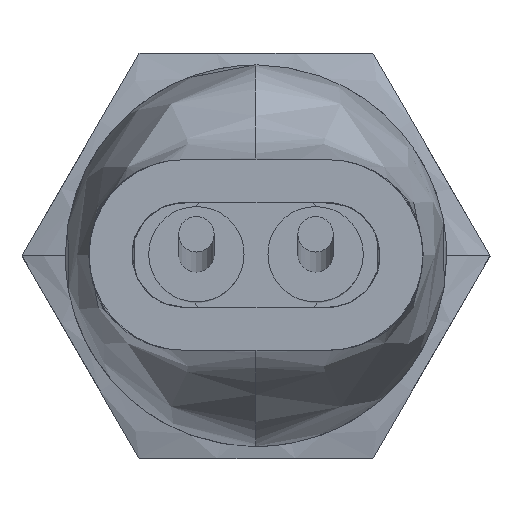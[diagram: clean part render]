
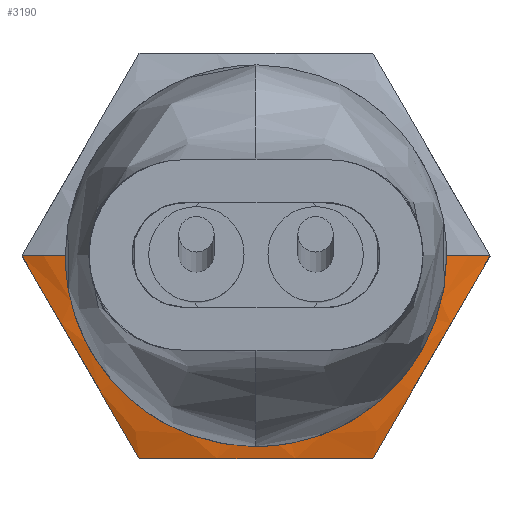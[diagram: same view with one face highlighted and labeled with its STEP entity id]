
A CAD part, top view. The second image highlights one B-rep face of the part: STEP entity #3190.
In plain terms, the highlighted toroidal (fillet/blend) face has major radius 7.031 mm and minor radius 8 mm.
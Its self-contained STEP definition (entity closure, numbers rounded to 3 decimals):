
#410 = CARTESIAN_POINT ( 'NONE',  ( -5.316, -7.792, 93.652 ) ) ;
#502 = CARTESIAN_POINT ( 'NONE',  ( 4.907, -8.5, 93.5 ) ) ;
#755 = VERTEX_POINT ( 'NONE', #18619 ) ;
#1124 = CARTESIAN_POINT ( 'NONE',  ( -3.279, -8.5, 93.729 ) ) ;
#1580 = AXIS2_PLACEMENT_3D ( 'NONE', #7634, #19132, #9290 ) ;
#1593 = VERTEX_POINT ( 'NONE', #11750 ) ;
#1829 = EDGE_CURVE ( 'NONE', #12700, #1593, #17781, .T. ) ;
#2157 = CARTESIAN_POINT ( 'NONE',  ( 5.725, -7.083, 93.738 ) ) ;
#2767 = CARTESIAN_POINT ( 'NONE',  ( -1.64, -8.5, 93.844 ) ) ;
#2860 = VERTEX_POINT ( 'NONE', #15061 ) ;
#3190 = ADVANCED_FACE ( 'NONE', ( #6160 ), #10553, .T. ) ;
#3798 = CARTESIAN_POINT ( 'NONE',  ( 7.361, -4.25, 93.884 ) ) ;
#4413 = CARTESIAN_POINT ( 'NONE',  ( 0.827, -8.5, 93.864 ) ) ;
#4862 = ORIENTED_EDGE ( 'NONE', *, *, #7170, .T. ) ;
#5448 = CARTESIAN_POINT ( 'NONE',  ( 8.997, -1.417, 93.738 ) ) ;
#5985 = CARTESIAN_POINT ( 'NONE',  ( -4.504, -8.5, 93.575 ) ) ;
#6048 = CARTESIAN_POINT ( 'NONE',  ( 3.284, -8.5, 93.737 ) ) ;
#6160 = FACE_OUTER_BOUND ( 'NONE', #9251, .T. ) ;
#6363 = AXIS2_PLACEMENT_3D ( 'NONE', #19188, #9344, #20845 ) ;
#6924 = CARTESIAN_POINT ( 'NONE',  ( -8.997, -1.417, 93.738 ) ) ;
#7078 = DIRECTION ( 'NONE',  ( 0., 0., 1. ) ) ;
#7085 = CARTESIAN_POINT ( 'NONE',  ( 9.815, 0., 93.5 ) ) ;
#7170 = EDGE_CURVE ( 'NONE', #9789, #755, #12651, .T. ) ;
#7255 = CIRCLE ( 'NONE', #6363, 8. ) ;
#7478 = AXIS2_PLACEMENT_3D ( 'NONE', #9279, #20772, #10923 ) ;
#7568 = EDGE_CURVE ( 'NONE', #12700, #2860, #7255, .T. ) ;
#7634 = CARTESIAN_POINT ( 'NONE',  ( 0., 0., 94. ) ) ;
#7703 = CARTESIAN_POINT ( 'NONE',  ( 4.907, -8.5, 93.5 ) ) ;
#8587 = CARTESIAN_POINT ( 'NONE',  ( -7.361, -4.25, 93.884 ) ) ;
#8662 = CARTESIAN_POINT ( 'NONE',  ( -9.815, 0., 93.5 ) ) ;
#8971 = EDGE_CURVE ( 'NONE', #2860, #755, #13425, .T. ) ;
#9117 = EDGE_CURVE ( 'NONE', #1593, #12309, #17815, .T. ) ;
#9251 = EDGE_LOOP ( 'NONE', ( #19429, #11058, #12117, #15344, #4862, #21116 ) ) ;
#9279 = CARTESIAN_POINT ( 'NONE',  ( 7.031, 0., 86. ) ) ;
#9290 = DIRECTION ( 'NONE',  ( 1., 0., 0. ) ) ;
#9344 = DIRECTION ( 'NONE',  ( 0., 1., 0. ) ) ;
#9789 = VERTEX_POINT ( 'NONE', #16716 ) ;
#10231 = CARTESIAN_POINT ( 'NONE',  ( -5.725, -7.083, 93.738 ) ) ;
#10553 = TOROIDAL_SURFACE ( 'NONE', #19309, 7.031, 8. ) ;
#10923 = DIRECTION ( 'NONE',  ( 0., 0., -1. ) ) ;
#10936 = CARTESIAN_POINT ( 'NONE',  ( -4.096, -8.5, 93.634 ) ) ;
#11058 = ORIENTED_EDGE ( 'NONE', *, *, #1829, .T. ) ;
#11613 = CARTESIAN_POINT ( 'NONE',  ( 4.907, -8.5, 93.5 ) ) ;
#11750 = CARTESIAN_POINT ( 'NONE',  ( -4.907, -8.5, 93.5 ) ) ;
#11895 = CARTESIAN_POINT ( 'NONE',  ( -4.907, -8.5, 93.5 ) ) ;
#11982 = CARTESIAN_POINT ( 'NONE',  ( 5.316, -7.792, 93.652 ) ) ;
#12117 = ORIENTED_EDGE ( 'NONE', *, *, #9117, .T. ) ;
#12309 = VERTEX_POINT ( 'NONE', #11613 ) ;
#12601 = CARTESIAN_POINT ( 'NONE',  ( -2.87, -8.5, 93.764 ) ) ;
#12651 = CIRCLE ( 'NONE', #7478, 8. ) ;
#12700 = VERTEX_POINT ( 'NONE', #8662 ) ;
#13425 = CIRCLE ( 'NONE', #1580, 7.031 ) ;
#13636 = CARTESIAN_POINT ( 'NONE',  ( 6.543, -5.667, 93.844 ) ) ;
#14250 = CARTESIAN_POINT ( 'NONE',  ( -0.819, -8.5, 93.864 ) ) ;
#15061 = CARTESIAN_POINT ( 'NONE',  ( -7.031, 0., 94. ) ) ;
#15124 = CARTESIAN_POINT ( 'NONE',  ( -9.815, 0., 93.5 ) ) ;
#15281 = CARTESIAN_POINT ( 'NONE',  ( 0., 0., 86. ) ) ;
#15290 = CARTESIAN_POINT ( 'NONE',  ( 8.179, -2.833, 93.844 ) ) ;
#15344 = ORIENTED_EDGE ( 'NONE', *, *, #16792, .T. ) ;
#15836 = CARTESIAN_POINT ( 'NONE',  ( -4.907, -8.5, 93.5 ) ) ;
#15903 = CARTESIAN_POINT ( 'NONE',  ( 1.648, -8.5, 93.844 ) ) ;
#16716 = CARTESIAN_POINT ( 'NONE',  ( 9.815, 0., 93.5 ) ) ;
#16766 = CARTESIAN_POINT ( 'NONE',  ( -9.406, -0.708, 93.652 ) ) ;
#16792 = EDGE_CURVE ( 'NONE', #12309, #9789, #20157, .T. ) ;
#16929 = CARTESIAN_POINT ( 'NONE',  ( 9.406, -0.708, 93.652 ) ) ;
#17544 = CARTESIAN_POINT ( 'NONE',  ( 4.099, -8.5, 93.65 ) ) ;
#17781 = B_SPLINE_CURVE_WITH_KNOTS ( 'NONE', 3,
 ( #15124, #16766, #6924, #18423, #8587, #20080, #10231, #410, #11895 ),
 .UNSPECIFIED., .F., .F.,
 ( 4, 2, 1, 2, 4 ),
 ( 0., 0.002, 0.005, 0.007, 0.01 ),
 .UNSPECIFIED. ) ;
#17815 = B_SPLINE_CURVE_WITH_KNOTS ( 'NONE', 3,
 ( #15836, #5985, #10936, #1124, #12601, #2767, #14250, #4413, #15903, #6048, #17544, #7703 ),
 .UNSPECIFIED., .F., .F.,
 ( 4, 2, 2, 2, 2, 4 ),
 ( 0.061, 0.062, 0.063, 0.066, 0.068, 0.071 ),
 .UNSPECIFIED. ) ;
#18423 = CARTESIAN_POINT ( 'NONE',  ( -8.179, -2.833, 93.844 ) ) ;
#18581 = DIRECTION ( 'NONE',  ( 1., 0., 0. ) ) ;
#18619 = CARTESIAN_POINT ( 'NONE',  ( 7.031, 0., 94. ) ) ;
#19132 = DIRECTION ( 'NONE',  ( 0., 0., 1. ) ) ;
#19188 = CARTESIAN_POINT ( 'NONE',  ( -7.031, 0., 86. ) ) ;
#19309 = AXIS2_PLACEMENT_3D ( 'NONE', #15281, #7078, #18581 ) ;
#19429 = ORIENTED_EDGE ( 'NONE', *, *, #7568, .F. ) ;
#20080 = CARTESIAN_POINT ( 'NONE',  ( -6.543, -5.667, 93.844 ) ) ;
#20157 = B_SPLINE_CURVE_WITH_KNOTS ( 'NONE', 3,
 ( #502, #11982, #2157, #13636, #3798, #15290, #5448, #16929, #7085 ),
 .UNSPECIFIED., .F., .F.,
 ( 4, 2, 1, 2, 4 ),
 ( 0., 0.002, 0.005, 0.007, 0.01 ),
 .UNSPECIFIED. ) ;
#20772 = DIRECTION ( 'NONE',  ( 0., -1., 0. ) ) ;
#20845 = DIRECTION ( 'NONE',  ( -1., 0., 0. ) ) ;
#21116 = ORIENTED_EDGE ( 'NONE', *, *, #8971, .F. ) ;
